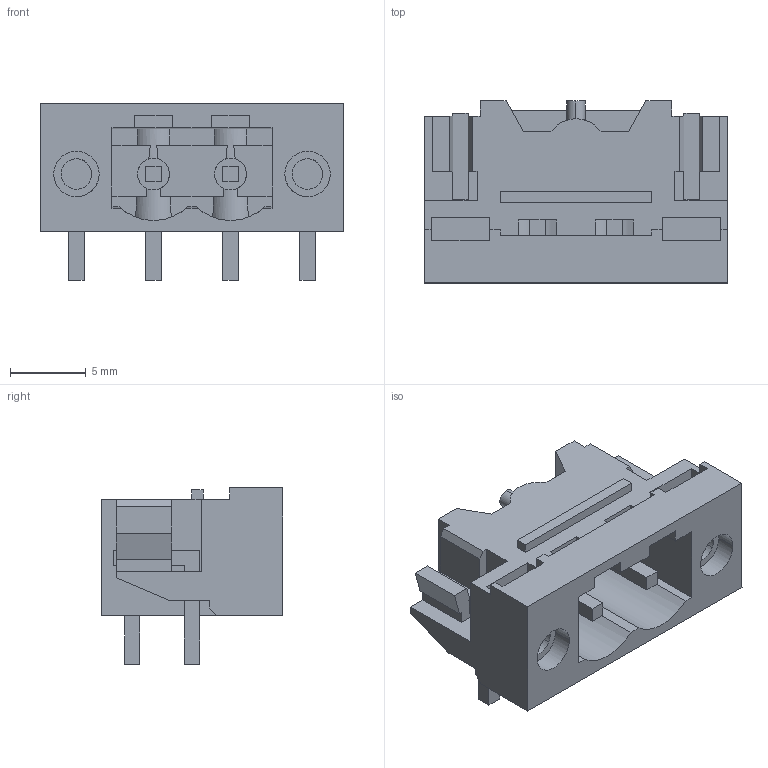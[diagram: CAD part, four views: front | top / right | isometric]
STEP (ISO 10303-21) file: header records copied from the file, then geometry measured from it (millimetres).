
FILE_DESCRIPTION(('CATIA V5 STEP Exchange','CAx-IF Rec.Pracs.--- Model Styling and Organization---1.4--- 2014-01-23'),'2;1');
FILE_NAME ('D1452063_0_1445640000_1445640000.stp','2019-01-09T10:29:13+00:00',('none'),('Weidmueller'),'CATIA Version 5-6 Release 2016 SP3 HF44','CATIA V5 STEP AP214','none');
FILE_SCHEMA(('AUTOMOTIVE_DESIGN { 1 0 10303 214 1 1 1 1 }'));
Length unit declared in the file: millimetre
Products named in the file (1): 1445640000
Bounding box: 19.96 x 12 x 11.63 mm (x, y, z)
Volume: 924.2 mm3; surface area: 1827.4 mm2
Topology: 5 solids, 5 shells, 216 faces, 643 edges, 437 vertices
Faces by surface type: plane 192, cylinder 24
Entity records: 7358 total; most frequent: CARTESIAN_POINT 1488, ORIENTED_EDGE 1286, DIRECTION 975, EDGE_CURVE 643, VECTOR 558, LINE 558, VERTEX_POINT 437, EDGE_LOOP 232
